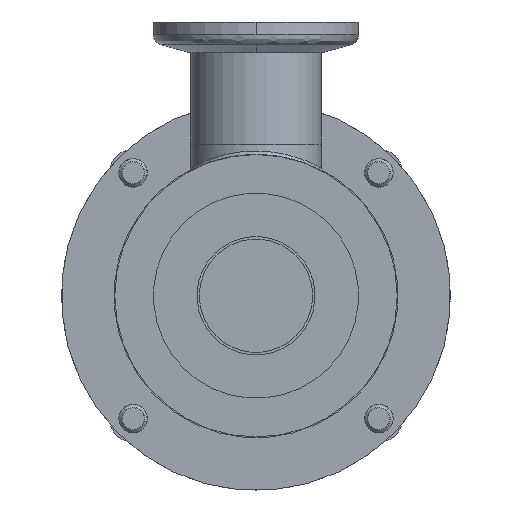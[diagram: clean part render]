
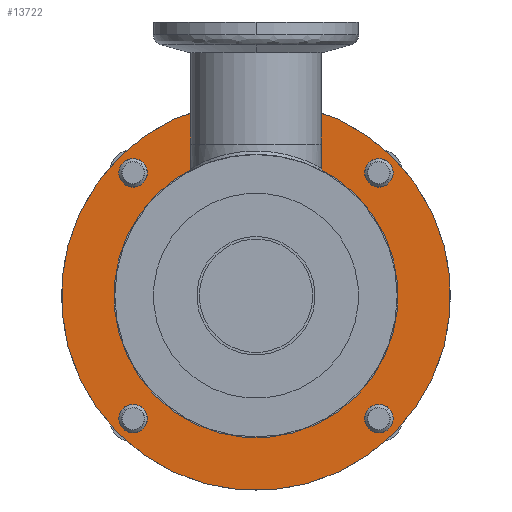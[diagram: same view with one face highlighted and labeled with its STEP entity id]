
A CAD part, front view. The second image highlights one B-rep face of the part: STEP entity #13722.
In plain terms, the highlighted planar face has unit normal (0, -1, 0).
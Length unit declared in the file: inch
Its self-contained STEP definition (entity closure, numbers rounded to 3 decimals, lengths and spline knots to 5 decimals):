
#196 = ORIENTED_EDGE ( 'NONE', *, *, #52346, .T. ) ;
#611 = ORIENTED_EDGE ( 'NONE', *, *, #29983, .T. ) ;
#757 = CIRCLE ( 'NONE', #33997, 0.068 ) ;
#994 = ORIENTED_EDGE ( 'NONE', *, *, #12868, .T. ) ;
#1673 = FACE_BOUND ( 'NONE', #43302, .T. ) ;
#2252 = CIRCLE ( 'NONE', #35485, 0.068 ) ;
#2418 = DIRECTION ( 'NONE',  ( 0., 1., 0. ) ) ;
#2982 = DIRECTION ( 'NONE',  ( 0., 1., 0. ) ) ;
#4272 = VERTEX_POINT ( 'NONE', #6150 ) ;
#4635 = CARTESIAN_POINT ( 'NONE',  ( -0.65902, 2.5748, 0.65902 ) ) ;
#4994 = ORIENTED_EDGE ( 'NONE', *, *, #56518, .T. ) ;
#6150 = CARTESIAN_POINT ( 'NONE',  ( 0.65902, 2.5748, 0.75519 ) ) ;
#6155 = FACE_BOUND ( 'NONE', #24967, .T. ) ;
#6388 = CIRCLE ( 'NONE', #39613, 0.068 ) ;
#7883 = VERTEX_POINT ( 'NONE', #50174 ) ;
#8013 = CARTESIAN_POINT ( 'NONE',  ( -0.70711, 2.5748, -0.70711 ) ) ;
#8209 = CARTESIAN_POINT ( 'NONE',  ( -0.75519, 2.5748, 0.75519 ) ) ;
#8580 = EDGE_CURVE ( 'NONE', #56993, #13951, #11230, .T. ) ;
#8728 = ORIENTED_EDGE ( 'NONE', *, *, #8580, .F. ) ;
#8891 = EDGE_CURVE ( 'NONE', #4272, #7883, #34983, .T. ) ;
#9375 = AXIS2_PLACEMENT_3D ( 'NONE', #9922, #28045, #46152 ) ;
#9731 = CIRCLE ( 'NONE', #42928, 0.068 ) ;
#9922 = CARTESIAN_POINT ( 'NONE',  ( 0.70711, 2.5748, 0.70711 ) ) ;
#10436 = CIRCLE ( 'NONE', #43648, 0.8175 ) ;
#10498 = VERTEX_POINT ( 'NONE', #57205 ) ;
#11230 = CIRCLE ( 'NONE', #44446, 1.12 ) ;
#12868 = EDGE_CURVE ( 'NONE', #7883, #4272, #20663, .T. ) ;
#12922 = EDGE_LOOP ( 'NONE', ( #8728, #41823 ) ) ;
#13722 = ADVANCED_FACE ( 'NONE', ( #28749, #46864, #6155, #24282, #42404, #1673 ), #19829, .F. ) ;
#13951 = VERTEX_POINT ( 'NONE', #22976 ) ;
#14201 = EDGE_LOOP ( 'NONE', ( #51532, #994 ) ) ;
#14349 = CARTESIAN_POINT ( 'NONE',  ( -0.70711, 2.5748, -0.70711 ) ) ;
#14729 = EDGE_CURVE ( 'NONE', #52222, #10498, #10436, .T. ) ;
#14924 = DIRECTION ( 'NONE',  ( -0.707, 0., 0.707 ) ) ;
#15357 = DIRECTION ( 'NONE',  ( -0.707, 0., 0.707 ) ) ;
#15539 = AXIS2_PLACEMENT_3D ( 'NONE', #43701, #2982, #21128 ) ;
#15605 = VERTEX_POINT ( 'NONE', #40236 ) ;
#15969 = DIRECTION ( 'NONE',  ( 0., 1., 0. ) ) ;
#16495 = CARTESIAN_POINT ( 'NONE',  ( -0.70711, 2.5748, 0.70711 ) ) ;
#16674 = CARTESIAN_POINT ( 'NONE',  ( 0., 2.5748, 0. ) ) ;
#16958 = CARTESIAN_POINT ( 'NONE',  ( -0.65902, 2.5748, -0.75519 ) ) ;
#16982 = AXIS2_PLACEMENT_3D ( 'NONE', #37941, #56059, #15357 ) ;
#17097 = DIRECTION ( 'NONE',  ( 0., 1., 0. ) ) ;
#17208 = EDGE_CURVE ( 'NONE', #15605, #21593, #757, .T. ) ;
#17515 = VERTEX_POINT ( 'NONE', #52820 ) ;
#17545 = CARTESIAN_POINT ( 'NONE',  ( 0.70711, 2.5748, -0.70711 ) ) ;
#18092 = DIRECTION ( 'NONE',  ( -0.707, 0., 0.707 ) ) ;
#19575 = ORIENTED_EDGE ( 'NONE', *, *, #47378, .T. ) ;
#19829 = PLANE ( 'NONE',  #16982 ) ;
#20358 = CARTESIAN_POINT ( 'NONE',  ( -0.57806, 2.5748, 0.57806 ) ) ;
#20557 = DIRECTION ( 'NONE',  ( -0.707, 0., 0.707 ) ) ;
#20663 = CIRCLE ( 'NONE', #53862, 0.068 ) ;
#20950 = AXIS2_PLACEMENT_3D ( 'NONE', #14349, #32467, #50599 ) ;
#21128 = DIRECTION ( 'NONE',  ( -0.707, 0., 0.707 ) ) ;
#21593 = VERTEX_POINT ( 'NONE', #58328 ) ;
#21907 = EDGE_CURVE ( 'NONE', #10498, #52222, #50619, .T. ) ;
#22171 = AXIS2_PLACEMENT_3D ( 'NONE', #37513, #55620, #14924 ) ;
#22976 = CARTESIAN_POINT ( 'NONE',  ( 0.79196, 2.5748, -0.79196 ) ) ;
#24282 = FACE_BOUND ( 'NONE', #29671, .T. ) ;
#24967 = EDGE_LOOP ( 'NONE', ( #19575, #196 ) ) ;
#24995 = AXIS2_PLACEMENT_3D ( 'NONE', #16674, #34781, #52900 ) ;
#26136 = DIRECTION ( 'NONE',  ( 0., 1., 0. ) ) ;
#26496 = EDGE_LOOP ( 'NONE', ( #53976, #4994 ) ) ;
#28045 = DIRECTION ( 'NONE',  ( 0., 1., 0. ) ) ;
#28749 = FACE_BOUND ( 'NONE', #26496, .T. ) ;
#29671 = EDGE_LOOP ( 'NONE', ( #48370, #611 ) ) ;
#29983 = EDGE_CURVE ( 'NONE', #48100, #17515, #9731, .T. ) ;
#32467 = DIRECTION ( 'NONE',  ( 0., 1., 0. ) ) ;
#33997 = AXIS2_PLACEMENT_3D ( 'NONE', #17545, #35651, #53763 ) ;
#34088 = DIRECTION ( 'NONE',  ( -0.707, 0., 0.707 ) ) ;
#34608 = DIRECTION ( 'NONE',  ( 0., 1., 0. ) ) ;
#34781 = DIRECTION ( 'NONE',  ( 0., 1., 0. ) ) ;
#34983 = CIRCLE ( 'NONE', #9375, 0.068 ) ;
#35213 = DIRECTION ( 'NONE',  ( -0.707, 0., 0.707 ) ) ;
#35485 = AXIS2_PLACEMENT_3D ( 'NONE', #16495, #34608, #52719 ) ;
#35643 = EDGE_CURVE ( 'NONE', #17515, #48100, #46552, .T. ) ;
#35651 = DIRECTION ( 'NONE',  ( 0., 1., 0. ) ) ;
#37513 = CARTESIAN_POINT ( 'NONE',  ( 0., 2.5748, 0. ) ) ;
#37941 = CARTESIAN_POINT ( 'NONE',  ( -0.57806, 2.5748, -0.57806 ) ) ;
#38094 = EDGE_CURVE ( 'NONE', #13951, #56993, #47788, .T. ) ;
#39613 = AXIS2_PLACEMENT_3D ( 'NONE', #57800, #17097, #35213 ) ;
#40236 = CARTESIAN_POINT ( 'NONE',  ( 0.65902, 2.5748, -0.65902 ) ) ;
#40650 = CARTESIAN_POINT ( 'NONE',  ( 0., 2.5748, 0. ) ) ;
#41166 = CIRCLE ( 'NONE', #15539, 0.068 ) ;
#41823 = ORIENTED_EDGE ( 'NONE', *, *, #38094, .F. ) ;
#42404 = FACE_OUTER_BOUND ( 'NONE', #12922, .T. ) ;
#42928 = AXIS2_PLACEMENT_3D ( 'NONE', #8013, #26136, #44251 ) ;
#43148 = CARTESIAN_POINT ( 'NONE',  ( 0.70711, 2.5748, 0.70711 ) ) ;
#43302 = EDGE_LOOP ( 'NONE', ( #58609, #57817 ) ) ;
#43648 = AXIS2_PLACEMENT_3D ( 'NONE', #40650, #58786, #18092 ) ;
#43701 = CARTESIAN_POINT ( 'NONE',  ( 0.70711, 2.5748, -0.70711 ) ) ;
#44251 = DIRECTION ( 'NONE',  ( -0.707, 0., 0.707 ) ) ;
#44446 = AXIS2_PLACEMENT_3D ( 'NONE', #56661, #15969, #34088 ) ;
#45794 = VERTEX_POINT ( 'NONE', #8209 ) ;
#46152 = DIRECTION ( 'NONE',  ( -0.707, 0., 0.707 ) ) ;
#46552 = CIRCLE ( 'NONE', #20950, 0.068 ) ;
#46864 = FACE_BOUND ( 'NONE', #14201, .T. ) ;
#47171 = VERTEX_POINT ( 'NONE', #4635 ) ;
#47378 = EDGE_CURVE ( 'NONE', #45794, #47171, #6388, .T. ) ;
#47788 = CIRCLE ( 'NONE', #22171, 1.12 ) ;
#48100 = VERTEX_POINT ( 'NONE', #16958 ) ;
#48370 = ORIENTED_EDGE ( 'NONE', *, *, #35643, .T. ) ;
#50174 = CARTESIAN_POINT ( 'NONE',  ( 0.75519, 2.5748, 0.65902 ) ) ;
#50599 = DIRECTION ( 'NONE',  ( -0.707, 0., 0.707 ) ) ;
#50619 = CIRCLE ( 'NONE', #24995, 0.8175 ) ;
#51532 = ORIENTED_EDGE ( 'NONE', *, *, #8891, .T. ) ;
#52222 = VERTEX_POINT ( 'NONE', #20358 ) ;
#52346 = EDGE_CURVE ( 'NONE', #47171, #45794, #2252, .T. ) ;
#52719 = DIRECTION ( 'NONE',  ( -0.707, 0., 0.707 ) ) ;
#52820 = CARTESIAN_POINT ( 'NONE',  ( -0.75519, 2.5748, -0.65902 ) ) ;
#52828 = CARTESIAN_POINT ( 'NONE',  ( -0.79196, 2.5748, 0.79196 ) ) ;
#52900 = DIRECTION ( 'NONE',  ( -0.707, 0., 0.707 ) ) ;
#53763 = DIRECTION ( 'NONE',  ( -0.707, 0., 0.707 ) ) ;
#53862 = AXIS2_PLACEMENT_3D ( 'NONE', #43148, #2418, #20557 ) ;
#53976 = ORIENTED_EDGE ( 'NONE', *, *, #17208, .T. ) ;
#55620 = DIRECTION ( 'NONE',  ( 0., 1., 0. ) ) ;
#56059 = DIRECTION ( 'NONE',  ( 0., 1., 0. ) ) ;
#56518 = EDGE_CURVE ( 'NONE', #21593, #15605, #41166, .T. ) ;
#56661 = CARTESIAN_POINT ( 'NONE',  ( 0., 2.5748, 0. ) ) ;
#56993 = VERTEX_POINT ( 'NONE', #52828 ) ;
#57205 = CARTESIAN_POINT ( 'NONE',  ( 0.57806, 2.5748, -0.57806 ) ) ;
#57800 = CARTESIAN_POINT ( 'NONE',  ( -0.70711, 2.5748, 0.70711 ) ) ;
#57817 = ORIENTED_EDGE ( 'NONE', *, *, #21907, .T. ) ;
#58328 = CARTESIAN_POINT ( 'NONE',  ( 0.75519, 2.5748, -0.75519 ) ) ;
#58609 = ORIENTED_EDGE ( 'NONE', *, *, #14729, .T. ) ;
#58786 = DIRECTION ( 'NONE',  ( 0., 1., 0. ) ) ;
